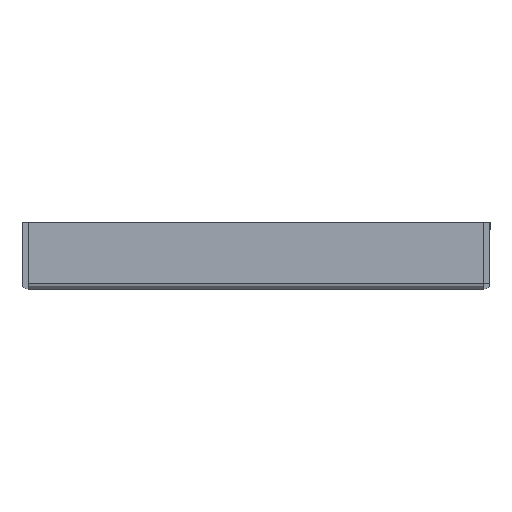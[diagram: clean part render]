
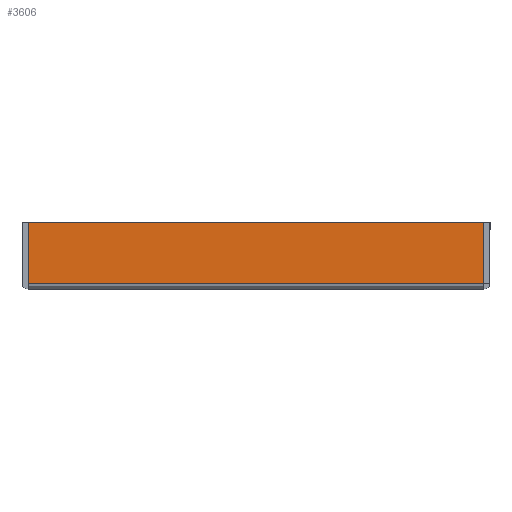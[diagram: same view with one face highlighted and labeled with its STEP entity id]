
A CAD part, left-side view. The second image highlights one B-rep face of the part: STEP entity #3606.
In plain terms, the highlighted planar face has unit normal (-1, 0, 0).
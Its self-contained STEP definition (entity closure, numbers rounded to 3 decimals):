
#253 = EDGE_CURVE ( 'NONE', #2043, #2074, #1399, .T. ) ;
#255 = EDGE_CURVE ( 'NONE', #2043, #2050, #1407, .T. ) ;
#256 = EDGE_CURVE ( 'NONE', #2051, #2074, #1403, .T. ) ;
#261 = EDGE_CURVE ( 'NONE', #2050, #2051, #1410, .T. ) ;
#395 = AXIS2_PLACEMENT_3D ( 'NONE', #3063, #3075, #3076 ) ;
#1399 = LINE ( 'NONE', #2582, #1400 ) ;
#1400 = VECTOR ( 'NONE', #2583, 1000. ) ;
#1403 = LINE ( 'NONE', #2584, #1409 ) ;
#1407 = LINE ( 'NONE', #2587, #1408 ) ;
#1408 = VECTOR ( 'NONE', #2588, 1000. ) ;
#1409 = VECTOR ( 'NONE', #2590, 1000. ) ;
#1410 = LINE ( 'NONE', #2600, #1416 ) ;
#1416 = VECTOR ( 'NONE', #2601, 1000. ) ;
#1632 = FACE_OUTER_BOUND ( 'NONE', #3729, .T. ) ;
#2043 = VERTEX_POINT ( 'NONE', #2997 ) ;
#2050 = VERTEX_POINT ( 'NONE', #3004 ) ;
#2051 = VERTEX_POINT ( 'NONE', #3005 ) ;
#2074 = VERTEX_POINT ( 'NONE', #3028 ) ;
#2582 = CARTESIAN_POINT ( 'NONE',  ( -1048.5, -55.99, 1.6 ) ) ;
#2583 = DIRECTION ( 'NONE',  ( 0., 1., 0. ) ) ;
#2584 = CARTESIAN_POINT ( 'NONE',  ( -1048.5, 55.99, 1.5 ) ) ;
#2587 = CARTESIAN_POINT ( 'NONE',  ( -1048.5, -55.99, 16.5 ) ) ;
#2588 = DIRECTION ( 'NONE',  ( 0., 0., 1. ) ) ;
#2590 = DIRECTION ( 'NONE',  ( 0., 0., -1. ) ) ;
#2600 = CARTESIAN_POINT ( 'NONE',  ( -1048.5, 55.99, 16.5 ) ) ;
#2601 = DIRECTION ( 'NONE',  ( 0., 1., 0. ) ) ;
#2997 = CARTESIAN_POINT ( 'NONE',  ( -1048.5, -55.99, 1.6 ) ) ;
#3004 = CARTESIAN_POINT ( 'NONE',  ( -1048.5, -55.99, 16.5 ) ) ;
#3005 = CARTESIAN_POINT ( 'NONE',  ( -1048.5, 55.99, 16.5 ) ) ;
#3028 = CARTESIAN_POINT ( 'NONE',  ( -1048.5, 55.99, 1.6 ) ) ;
#3063 = CARTESIAN_POINT ( 'NONE',  ( -1048.5, -55.99, 1.5 ) ) ;
#3070 = PLANE ( 'NONE',  #395 ) ;
#3075 = DIRECTION ( 'NONE',  ( 1., 0., 0. ) ) ;
#3076 = DIRECTION ( 'NONE',  ( 0., 0., -1. ) ) ;
#3606 = ADVANCED_FACE ( 'NONE', ( #1632 ), #3070, .F. ) ;
#3729 = EDGE_LOOP ( 'NONE', ( #3733, #3759, #4129, #4066 ) ) ;
#3733 = ORIENTED_EDGE ( 'NONE', *, *, #253, .F. ) ;
#3759 = ORIENTED_EDGE ( 'NONE', *, *, #255, .T. ) ;
#4066 = ORIENTED_EDGE ( 'NONE', *, *, #256, .T. ) ;
#4129 = ORIENTED_EDGE ( 'NONE', *, *, #261, .T. ) ;
